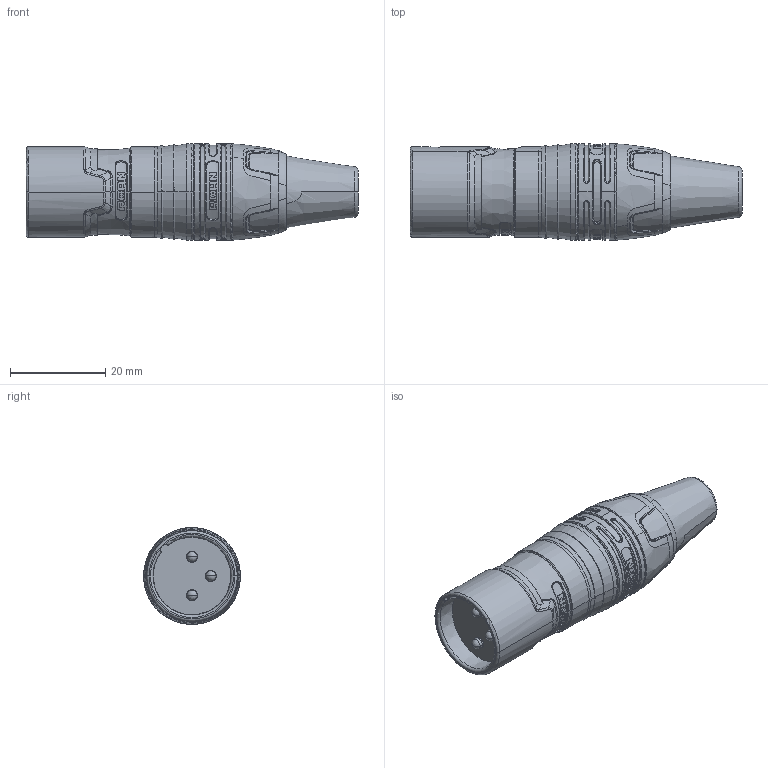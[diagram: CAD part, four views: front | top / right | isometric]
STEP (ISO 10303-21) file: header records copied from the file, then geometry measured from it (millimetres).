
FILE_DESCRIPTION((''),'2;1');
FILE_NAME('30011823','2024-09-23T10:21:24',('SYSTEM'),(''),'CREO PARAMETRIC BY PTC INC, 2023424','CREO PARAMETRIC BY PTC INC, 2023424','');
FILE_SCHEMA(('CONFIG_CONTROL_DESIGN'));
Length unit declared in the file: millimetre
Products named in the file (1): 30011823
Bounding box: 69.64 x 20.33 x 20.33 mm (x, y, z)
Volume: 16662.1 mm3; surface area: 4744.5 mm2
Topology: 1 solids, 1 shells, 590 faces, 1601 edges, 1041 vertices
Faces by surface type: bspline 191, plane 182, cylinder 98, torus 62, cone 33, extrusion 10, revolution 8, sphere 6
Entity records: 28496 total; most frequent: CARTESIAN_POINT 15430, ORIENTED_EDGE 3190, DIRECTION 2057, EDGE_CURVE 1595, VERTEX_POINT 1041, AXIS2_PLACEMENT_3D 838, B_SPLINE_CURVE_WITH_KNOTS 793, EDGE_LOOP 624
